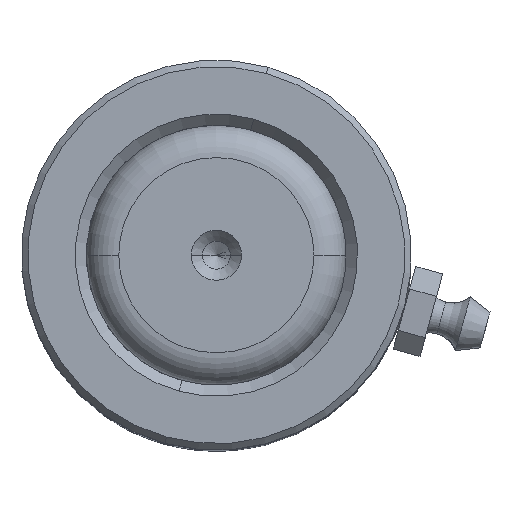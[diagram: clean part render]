
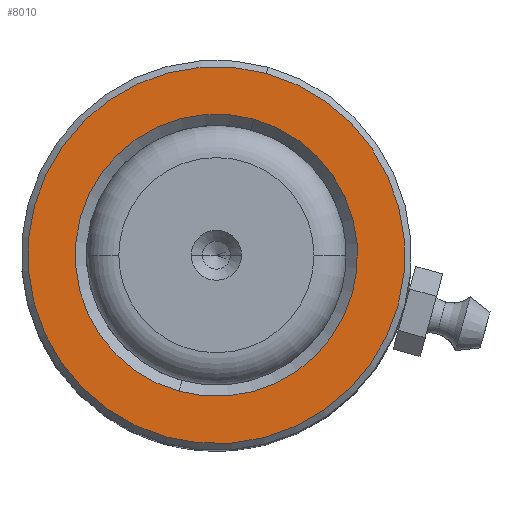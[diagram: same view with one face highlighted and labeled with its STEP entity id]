
A CAD part, top view. The second image highlights one B-rep face of the part: STEP entity #8010.
In plain terms, the highlighted planar face has unit normal (0, 0, 1).
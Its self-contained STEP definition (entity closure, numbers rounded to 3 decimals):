
#455 = EDGE_CURVE ( 'NONE', #4108, #5208, #3106, .T. ) ;
#1012 = CARTESIAN_POINT ( 'NONE',  ( 0., 0., 80. ) ) ;
#1328 = DIRECTION ( 'NONE',  ( 1., 0., 0. ) ) ;
#1897 = EDGE_CURVE ( 'NONE', #2226, #4485, #6541, .T. ) ;
#2095 = DIRECTION ( 'NONE',  ( 0., 0., -1. ) ) ;
#2226 = VERTEX_POINT ( 'NONE', #2387 ) ;
#2274 = CARTESIAN_POINT ( 'NONE',  ( 0., 0., 80. ) ) ;
#2387 = CARTESIAN_POINT ( 'NONE',  ( -20.3, 0., 80. ) ) ;
#2488 = CARTESIAN_POINT ( 'NONE',  ( 20.3, 0., 80. ) ) ;
#2741 = CIRCLE ( 'NONE', #4802, 20.3 ) ;
#2929 = DIRECTION ( 'NONE',  ( 0., 0., 1. ) ) ;
#2937 = FACE_BOUND ( 'NONE', #6495, .T. ) ;
#3030 = CARTESIAN_POINT ( 'NONE',  ( -15.2, 0., 80. ) ) ;
#3106 = CIRCLE ( 'NONE', #5639, 15.2 ) ;
#3388 = CARTESIAN_POINT ( 'NONE',  ( 0., 0., 80. ) ) ;
#3409 = DIRECTION ( 'NONE',  ( 0., 0., -1. ) ) ;
#3438 = EDGE_CURVE ( 'NONE', #5208, #4108, #6694, .T. ) ;
#3596 = EDGE_LOOP ( 'NONE', ( #4836, #6864 ) ) ;
#4108 = VERTEX_POINT ( 'NONE', #7749 ) ;
#4210 = DIRECTION ( 'NONE',  ( 1., 0., 0. ) ) ;
#4469 = AXIS2_PLACEMENT_3D ( 'NONE', #2274, #2929, #7770 ) ;
#4485 = VERTEX_POINT ( 'NONE', #2488 ) ;
#4557 = FACE_OUTER_BOUND ( 'NONE', #3596, .T. ) ;
#4802 = AXIS2_PLACEMENT_3D ( 'NONE', #1012, #7890, #5733 ) ;
#4836 = ORIENTED_EDGE ( 'NONE', *, *, #1897, .T. ) ;
#5208 = VERTEX_POINT ( 'NONE', #3030 ) ;
#5551 = CARTESIAN_POINT ( 'NONE',  ( 0., 0., 80. ) ) ;
#5639 = AXIS2_PLACEMENT_3D ( 'NONE', #3388, #2095, #1328 ) ;
#5733 = DIRECTION ( 'NONE',  ( 1., 0., 0. ) ) ;
#6354 = PLANE ( 'NONE',  #4469 ) ;
#6495 = EDGE_LOOP ( 'NONE', ( #6618, #7880 ) ) ;
#6541 = CIRCLE ( 'NONE', #7904, 20.3 ) ;
#6618 = ORIENTED_EDGE ( 'NONE', *, *, #455, .T. ) ;
#6694 = CIRCLE ( 'NONE', #8483, 15.2 ) ;
#6864 = ORIENTED_EDGE ( 'NONE', *, *, #7414, .T. ) ;
#7411 = CARTESIAN_POINT ( 'NONE',  ( 0., 0., 80. ) ) ;
#7414 = EDGE_CURVE ( 'NONE', #4485, #2226, #2741, .T. ) ;
#7442 = DIRECTION ( 'NONE',  ( 0., 0., 1. ) ) ;
#7749 = CARTESIAN_POINT ( 'NONE',  ( 15.2, 0., 80. ) ) ;
#7770 = DIRECTION ( 'NONE',  ( 1., 0., 0. ) ) ;
#7880 = ORIENTED_EDGE ( 'NONE', *, *, #3438, .T. ) ;
#7890 = DIRECTION ( 'NONE',  ( 0., 0., 1. ) ) ;
#7904 = AXIS2_PLACEMENT_3D ( 'NONE', #7411, #7442, #8783 ) ;
#8010 = ADVANCED_FACE ( 'NONE', ( #4557, #2937 ), #6354, .T. ) ;
#8483 = AXIS2_PLACEMENT_3D ( 'NONE', #5551, #3409, #4210 ) ;
#8783 = DIRECTION ( 'NONE',  ( 1., 0., 0. ) ) ;
